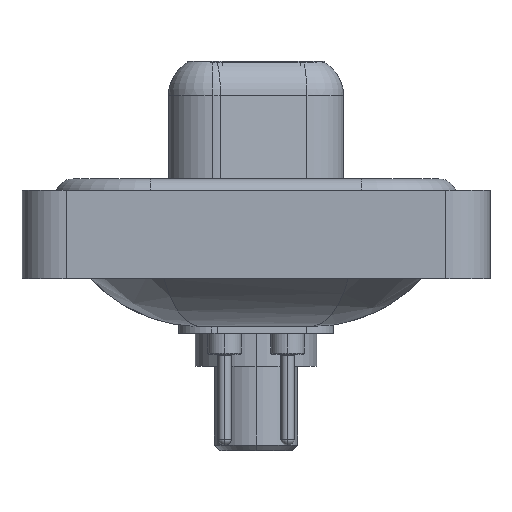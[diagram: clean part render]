
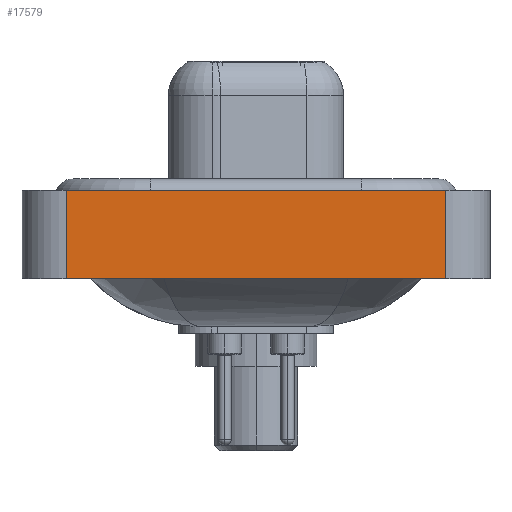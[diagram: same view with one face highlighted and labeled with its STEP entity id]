
A CAD part, left-side view. The second image highlights one B-rep face of the part: STEP entity #17579.
In plain terms, the highlighted planar face has unit normal (-1, 0, 0).
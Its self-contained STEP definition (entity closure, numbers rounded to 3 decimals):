
#192 = EDGE_CURVE ( 'NONE', #19129, #2810, #19069, .T. ) ;
#521 = VERTEX_POINT ( 'NONE', #18538 ) ;
#1669 = PLANE ( 'NONE',  #4698 ) ;
#2223 = DIRECTION ( 'NONE',  ( 0., -1., 0. ) ) ;
#2621 = LINE ( 'NONE', #16097, #5157 ) ;
#2709 = VERTEX_POINT ( 'NONE', #18905 ) ;
#2810 = VERTEX_POINT ( 'NONE', #7250 ) ;
#3165 = ORIENTED_EDGE ( 'NONE', *, *, #192, .F. ) ;
#3307 = LINE ( 'NONE', #16897, #11492 ) ;
#3572 = CARTESIAN_POINT ( 'NONE',  ( -7.25, 8.55, -3.6 ) ) ;
#4499 = ORIENTED_EDGE ( 'NONE', *, *, #16967, .T. ) ;
#4698 = AXIS2_PLACEMENT_3D ( 'NONE', #6397, #10907, #9013 ) ;
#5157 = VECTOR ( 'NONE', #12884, 1000. ) ;
#5681 = VECTOR ( 'NONE', #2223, 1000. ) ;
#6006 = FACE_OUTER_BOUND ( 'NONE', #9302, .T. ) ;
#6397 = CARTESIAN_POINT ( 'NONE',  ( -7.25, -8.55, -3.6 ) ) ;
#7250 = CARTESIAN_POINT ( 'NONE',  ( -7.25, 8.55, 0.4 ) ) ;
#9013 = DIRECTION ( 'NONE',  ( 0., 0., 1. ) ) ;
#9302 = EDGE_LOOP ( 'NONE', ( #16911, #19817, #3165, #4499 ) ) ;
#10907 = DIRECTION ( 'NONE',  ( -1., 0., 0. ) ) ;
#11492 = VECTOR ( 'NONE', #18501, 1000. ) ;
#12884 = DIRECTION ( 'NONE',  ( 0., -1., 0. ) ) ;
#14247 = EDGE_CURVE ( 'NONE', #2810, #2709, #2621, .T. ) ;
#14435 = VECTOR ( 'NONE', #15734, 1000. ) ;
#15732 = CARTESIAN_POINT ( 'NONE',  ( -7.25, 8.55, -3.6 ) ) ;
#15734 = DIRECTION ( 'NONE',  ( 0., 0., 1. ) ) ;
#15988 = CARTESIAN_POINT ( 'NONE',  ( -7.25, -8.55, -3.6 ) ) ;
#16097 = CARTESIAN_POINT ( 'NONE',  ( -7.25, -8.55, 0.4 ) ) ;
#16897 = CARTESIAN_POINT ( 'NONE',  ( -7.25, -8.55, -3.6 ) ) ;
#16911 = ORIENTED_EDGE ( 'NONE', *, *, #17237, .T. ) ;
#16967 = EDGE_CURVE ( 'NONE', #19129, #521, #17702, .T. ) ;
#17237 = EDGE_CURVE ( 'NONE', #521, #2709, #3307, .T. ) ;
#17579 = ADVANCED_FACE ( 'NONE', ( #6006 ), #1669, .T. ) ;
#17702 = LINE ( 'NONE', #15988, #5681 ) ;
#18501 = DIRECTION ( 'NONE',  ( 0., 0., 1. ) ) ;
#18538 = CARTESIAN_POINT ( 'NONE',  ( -7.25, -8.55, -3.6 ) ) ;
#18905 = CARTESIAN_POINT ( 'NONE',  ( -7.25, -8.55, 0.4 ) ) ;
#19069 = LINE ( 'NONE', #3572, #14435 ) ;
#19129 = VERTEX_POINT ( 'NONE', #15732 ) ;
#19817 = ORIENTED_EDGE ( 'NONE', *, *, #14247, .F. ) ;
